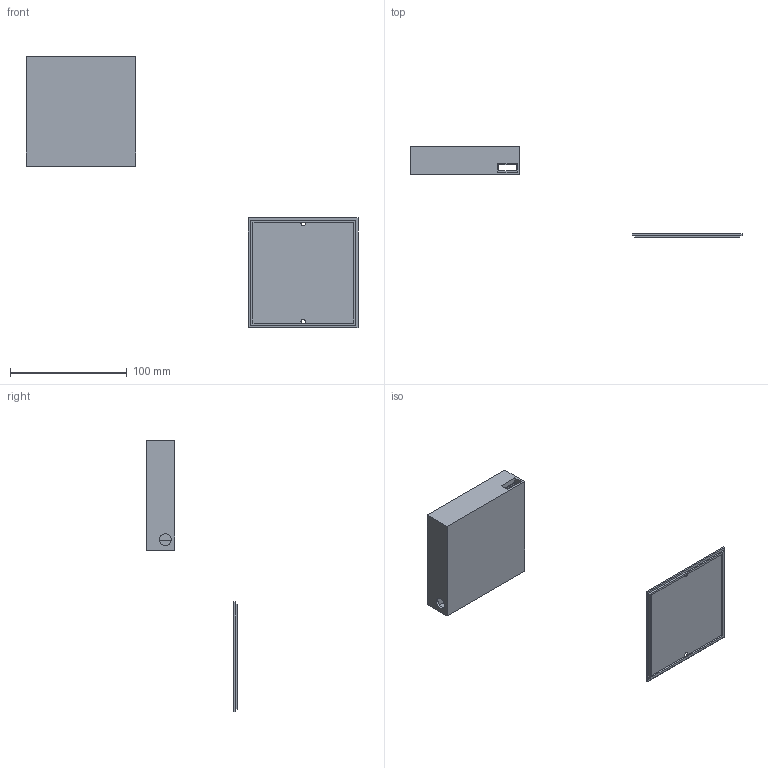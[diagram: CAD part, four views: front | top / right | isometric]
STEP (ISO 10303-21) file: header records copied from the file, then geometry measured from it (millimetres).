
FILE_DESCRIPTION(/* description */ (''),/* implementation_level */ '2;1');
FILE_NAME(/* name */ 'main-module-rpi-external.step',/* time_stamp */ '2022-02-13T12:09:07+01:00',/* author */ (''),/* organization */ (''),/* preprocessor_version */ 'ST-DEVELOPER v18.1',/* originating_system */ 'Autodesk Translation Framework v10.13.0.1454',/* authorisation */ '');
FILE_SCHEMA (('AUTOMOTIVE_DESIGN { 1 0 10303 214 3 1 1 }'));
Length unit declared in the file: millimetre
Products named in the file (2): (Unsaved); main-module-and-rpi-cam
Assembly tree (1 placements, depth 2):
  (Unsaved)
    main-module-and-rpi-cam
Bounding box: 284.56 x 77.64 x 232.43 mm (x, y, z)
Volume: 50778.8 mm3; surface area: 56264.7 mm2
Topology: 2 solids, 2 shells, 92 faces, 243 edges, 162 vertices
Faces by surface type: plane 79, cylinder 9, cone 4
Full cylindrical faces by diameter (mm): 2.6 x4, 8 x2, 10 x1
Entity records: 2890 total; most frequent: CARTESIAN_POINT 510, ORIENTED_EDGE 486, DIRECTION 457, EDGE_CURVE 243, LINE 209, VECTOR 209, VERTEX_POINT 162, AXIS2_PLACEMENT_3D 124
